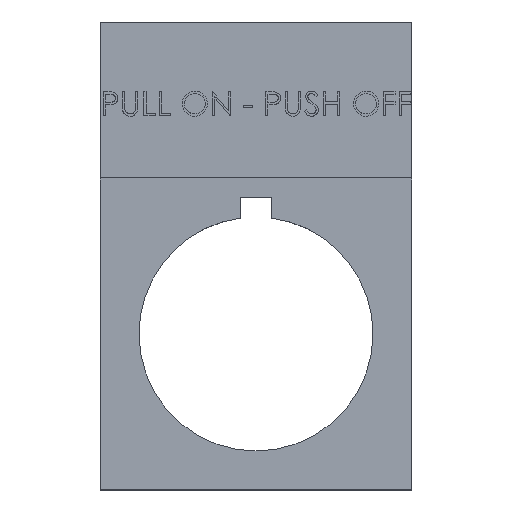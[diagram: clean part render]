
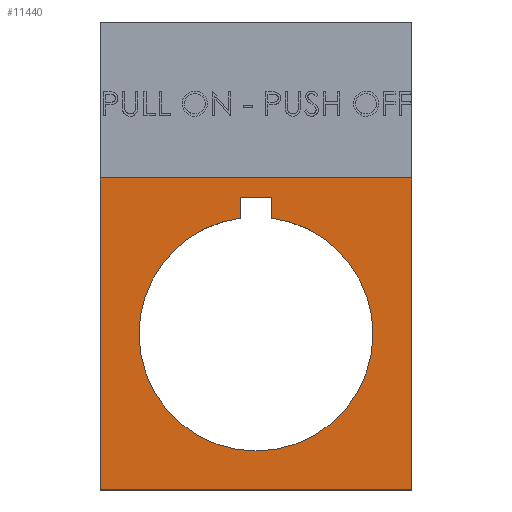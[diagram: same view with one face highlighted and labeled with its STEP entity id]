
A CAD part, top view. The second image highlights one B-rep face of the part: STEP entity #11440.
In plain terms, the highlighted planar face has unit normal (0, 0, 1).
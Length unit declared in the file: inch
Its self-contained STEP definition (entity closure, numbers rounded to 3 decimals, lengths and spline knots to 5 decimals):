
#42 = DIRECTION ( 'NONE',  ( 0., -1., 0. ) ) ;
#134 = VECTOR ( 'NONE', #42, 39.37008 ) ;
#319 = EDGE_CURVE ( 'NONE', #9353, #10778, #2847, .T. ) ;
#395 = ORIENTED_EDGE ( 'NONE', *, *, #3426, .T. ) ;
#505 = DIRECTION ( 'NONE',  ( 1., 0., 0. ) ) ;
#580 = EDGE_CURVE ( 'NONE', #4166, #1412, #3277, .T. ) ;
#644 = CIRCLE ( 'NONE', #2090, 0.44291 ) ;
#744 = DIRECTION ( 'NONE',  ( 0., 0., 1. ) ) ;
#779 = CARTESIAN_POINT ( 'NONE',  ( 0., 0.29528, 0.01969 ) ) ;
#836 = VERTEX_POINT ( 'NONE', #6589 ) ;
#927 = DIRECTION ( 'NONE',  ( -1., 0., 0. ) ) ;
#1412 = VERTEX_POINT ( 'NONE', #2625 ) ;
#1452 = CARTESIAN_POINT ( 'NONE',  ( -0.59055, 0.59055, 0.01969 ) ) ;
#1609 = VECTOR ( 'NONE', #7885, 39.37008 ) ;
#1704 = CARTESIAN_POINT ( 'NONE',  ( 0.05906, 0.5177, 0.01969 ) ) ;
#1912 = LINE ( 'NONE', #3381, #1609 ) ;
#2074 = LINE ( 'NONE', #4569, #4616 ) ;
#2090 = AXIS2_PLACEMENT_3D ( 'NONE', #8019, #11489, #7046 ) ;
#2150 = AXIS2_PLACEMENT_3D ( 'NONE', #3136, #11233, #505 ) ;
#2304 = AXIS2_PLACEMENT_3D ( 'NONE', #10540, #6127, #6048 ) ;
#2468 = AXIS2_PLACEMENT_3D ( 'NONE', #779, #744, #6759 ) ;
#2625 = CARTESIAN_POINT ( 'NONE',  ( -0.59055, 0.59055, 0.01969 ) ) ;
#2847 = CIRCLE ( 'NONE', #2150, 0.44291 ) ;
#3131 = VERTEX_POINT ( 'NONE', #8737 ) ;
#3136 = CARTESIAN_POINT ( 'NONE',  ( 0., 0., 0.01969 ) ) ;
#3277 = B_SPLINE_CURVE_WITH_KNOTS ( 'NONE', 3,
 ( #5081, #3293, #11310, #1452 ),
 .UNSPECIFIED., .F., .F.,
 ( 4, 4 ),
 ( 0., 1. ),
 .UNSPECIFIED. ) ;
#3293 = CARTESIAN_POINT ( 'NONE',  ( 0.19685, 0.59055, 0.01969 ) ) ;
#3381 = CARTESIAN_POINT ( 'NONE',  ( -0.59055, 1.1811, 0.01969 ) ) ;
#3426 = EDGE_CURVE ( 'NONE', #836, #9684, #2074, .T. ) ;
#3668 = VERTEX_POINT ( 'NONE', #9419 ) ;
#3796 = ORIENTED_EDGE ( 'NONE', *, *, #9492, .T. ) ;
#4033 = VERTEX_POINT ( 'NONE', #7432 ) ;
#4066 = ORIENTED_EDGE ( 'NONE', *, *, #6875, .F. ) ;
#4166 = VERTEX_POINT ( 'NONE', #6603 ) ;
#4220 = ORIENTED_EDGE ( 'NONE', *, *, #319, .T. ) ;
#4290 = ORIENTED_EDGE ( 'NONE', *, *, #8817, .T. ) ;
#4569 = CARTESIAN_POINT ( 'NONE',  ( 0.05906, 0.5177, 0.01969 ) ) ;
#4616 = VECTOR ( 'NONE', #5484, 39.37008 ) ;
#4650 = CARTESIAN_POINT ( 'NONE',  ( 0.44291, 0., 0.01969 ) ) ;
#4909 = CARTESIAN_POINT ( 'NONE',  ( 0.05906, 0.43896, 0.01969 ) ) ;
#5032 = CARTESIAN_POINT ( 'NONE',  ( -0.05906, 0.5177, 0.01969 ) ) ;
#5081 = CARTESIAN_POINT ( 'NONE',  ( 0.59055, 0.59055, 0.01969 ) ) ;
#5247 = PLANE ( 'NONE',  #2468 ) ;
#5334 = ORIENTED_EDGE ( 'NONE', *, *, #6608, .F. ) ;
#5359 = ORIENTED_EDGE ( 'NONE', *, *, #7090, .F. ) ;
#5484 = DIRECTION ( 'NONE',  ( 1., 0., 0. ) ) ;
#5555 = DIRECTION ( 'NONE',  ( 0., -1., 0. ) ) ;
#5909 = LINE ( 'NONE', #10717, #134 ) ;
#5982 = VECTOR ( 'NONE', #8578, 39.37008 ) ;
#6048 = DIRECTION ( 'NONE',  ( 1., 0., 0. ) ) ;
#6063 = VECTOR ( 'NONE', #5555, 39.37008 ) ;
#6127 = DIRECTION ( 'NONE',  ( 0., 0., -1. ) ) ;
#6322 = CARTESIAN_POINT ( 'NONE',  ( -0.59055, -0.59055, 0.01969 ) ) ;
#6384 = ORIENTED_EDGE ( 'NONE', *, *, #9535, .T. ) ;
#6467 = LINE ( 'NONE', #10864, #6063 ) ;
#6589 = CARTESIAN_POINT ( 'NONE',  ( -0.05906, 0.5177, 0.01969 ) ) ;
#6603 = CARTESIAN_POINT ( 'NONE',  ( 0.59055, 0.59055, 0.01969 ) ) ;
#6608 = EDGE_CURVE ( 'NONE', #9771, #1412, #1912, .T. ) ;
#6759 = DIRECTION ( 'NONE',  ( 1., 0., 0. ) ) ;
#6875 = EDGE_CURVE ( 'NONE', #4166, #3131, #6467, .T. ) ;
#6935 = LINE ( 'NONE', #5032, #5982 ) ;
#7046 = DIRECTION ( 'NONE',  ( 1., 0., 0. ) ) ;
#7090 = EDGE_CURVE ( 'NONE', #3131, #9771, #9652, .T. ) ;
#7143 = ORIENTED_EDGE ( 'NONE', *, *, #10304, .T. ) ;
#7432 = CARTESIAN_POINT ( 'NONE',  ( -0.44291, 0., 0.01969 ) ) ;
#7885 = DIRECTION ( 'NONE',  ( 0., 1., 0. ) ) ;
#7985 = VECTOR ( 'NONE', #927, 39.37008 ) ;
#8019 = CARTESIAN_POINT ( 'NONE',  ( 0., 0., 0.01969 ) ) ;
#8265 = ORIENTED_EDGE ( 'NONE', *, *, #580, .T. ) ;
#8497 = EDGE_LOOP ( 'NONE', ( #395, #4290, #4220, #3796, #6384, #7143 ) ) ;
#8577 = FACE_OUTER_BOUND ( 'NONE', #10364, .T. ) ;
#8578 = DIRECTION ( 'NONE',  ( 0., 1., 0. ) ) ;
#8737 = CARTESIAN_POINT ( 'NONE',  ( 0.59055, -0.59055, 0.01969 ) ) ;
#8817 = EDGE_CURVE ( 'NONE', #9684, #9353, #5909, .T. ) ;
#9170 = CARTESIAN_POINT ( 'NONE',  ( -0.59055, -0.59055, 0.01969 ) ) ;
#9353 = VERTEX_POINT ( 'NONE', #4909 ) ;
#9419 = CARTESIAN_POINT ( 'NONE',  ( -0.05906, 0.43896, 0.01969 ) ) ;
#9492 = EDGE_CURVE ( 'NONE', #10778, #4033, #10312, .T. ) ;
#9535 = EDGE_CURVE ( 'NONE', #4033, #3668, #644, .T. ) ;
#9652 = LINE ( 'NONE', #6322, #7985 ) ;
#9684 = VERTEX_POINT ( 'NONE', #1704 ) ;
#9771 = VERTEX_POINT ( 'NONE', #9170 ) ;
#10304 = EDGE_CURVE ( 'NONE', #3668, #836, #6935, .T. ) ;
#10312 = CIRCLE ( 'NONE', #2304, 0.44291 ) ;
#10364 = EDGE_LOOP ( 'NONE', ( #5359, #4066, #8265, #5334 ) ) ;
#10540 = CARTESIAN_POINT ( 'NONE',  ( 0., 0., 0.01969 ) ) ;
#10717 = CARTESIAN_POINT ( 'NONE',  ( 0.05906, 0.43896, 0.01969 ) ) ;
#10778 = VERTEX_POINT ( 'NONE', #4650 ) ;
#10864 = CARTESIAN_POINT ( 'NONE',  ( 0.59055, -0.59055, 0.01969 ) ) ;
#10941 = FACE_BOUND ( 'NONE', #8497, .T. ) ;
#11233 = DIRECTION ( 'NONE',  ( 0., 0., -1. ) ) ;
#11310 = CARTESIAN_POINT ( 'NONE',  ( -0.19685, 0.59055, 0.01969 ) ) ;
#11440 = ADVANCED_FACE ( 'NONE', ( #10941, #8577 ), #5247, .T. ) ;
#11489 = DIRECTION ( 'NONE',  ( 0., 0., -1. ) ) ;
